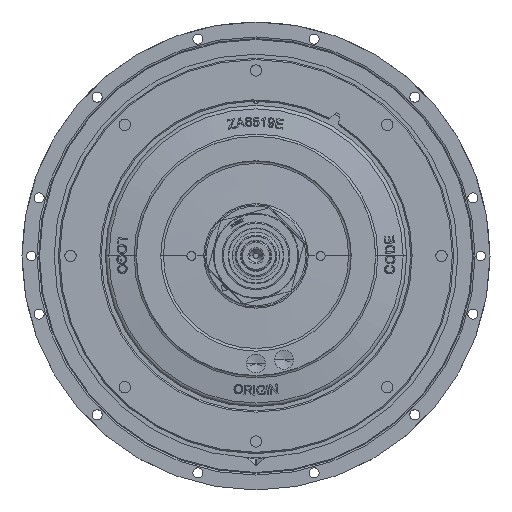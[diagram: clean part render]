
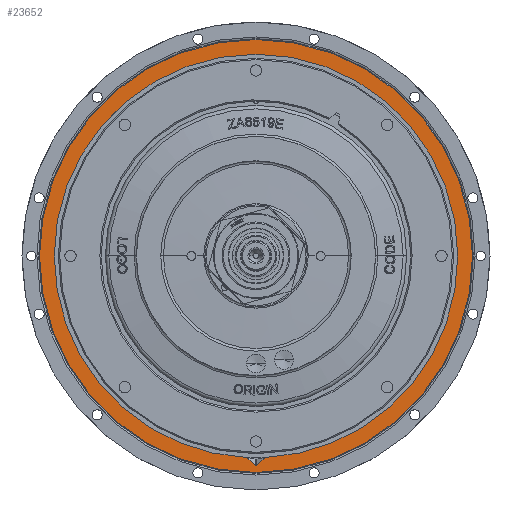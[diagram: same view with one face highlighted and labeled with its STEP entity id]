
A CAD part, top view. The second image highlights one B-rep face of the part: STEP entity #23652.
In plain terms, the highlighted planar face has unit normal (0, 0, 1).
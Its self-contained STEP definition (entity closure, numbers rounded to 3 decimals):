
#1248 = DIRECTION ( 'NONE',  ( 0.707, -0.707, 0. ) ) ;
#1499 = CARTESIAN_POINT ( 'NONE',  ( 11.161, -237.863, 6.35 ) ) ;
#1694 = CARTESIAN_POINT ( 'NONE',  ( 0.334, -247.697, 6.35 ) ) ;
#3239 = FACE_OUTER_BOUND ( 'NONE', #9536, .T. ) ;
#3277 = DIRECTION ( 'NONE',  ( 1., 0., 0. ) ) ;
#3849 = EDGE_CURVE ( 'NONE', #65485, #12337, #68925, .T. ) ;
#4004 = ORIENTED_EDGE ( 'NONE', *, *, #56718, .F. ) ;
#4047 = CARTESIAN_POINT ( 'NONE',  ( 255.556, 0., 6.35 ) ) ;
#4247 = CARTESIAN_POINT ( 'NONE',  ( 10.564, -237.934, 6.35 ) ) ;
#5454 = ORIENTED_EDGE ( 'NONE', *, *, #50115, .F. ) ;
#6924 = CARTESIAN_POINT ( 'NONE',  ( -9.517, -238.514, 6.35 ) ) ;
#8158 = DIRECTION ( 'NONE',  ( 1., 0., 0. ) ) ;
#9497 = CARTESIAN_POINT ( 'NONE',  ( 10.139, -238.093, 6.35 ) ) ;
#9536 = EDGE_LOOP ( 'NONE', ( #25765, #60401 ) ) ;
#10590 = CARTESIAN_POINT ( 'NONE',  ( 9.626, -238.405, 6.35 ) ) ;
#12337 = VERTEX_POINT ( 'NONE', #23544 ) ;
#12400 = VERTEX_POINT ( 'NONE', #48724 ) ;
#12500 = CARTESIAN_POINT ( 'NONE',  ( -10.001, -238.159, 6.35 ) ) ;
#12781 = CARTESIAN_POINT ( 'NONE',  ( -9.745, -238.315, 6.35 ) ) ;
#12854 = VECTOR ( 'NONE', #1248, 1000. ) ;
#14105 = CARTESIAN_POINT ( 'NONE',  ( 124.015, -124.015, 6.35 ) ) ;
#15461 = CARTESIAN_POINT ( 'NONE',  ( -0.334, -247.697, 6.35 ) ) ;
#15498 = VERTEX_POINT ( 'NONE', #1499 ) ;
#16146 = VECTOR ( 'NONE', #48673, 1000. ) ;
#17201 = EDGE_CURVE ( 'NONE', #20906, #37291, #20164, .T. ) ;
#17440 = EDGE_CURVE ( 'NONE', #12400, #20906, #62145, .T. ) ;
#18552 = DIRECTION ( 'NONE',  ( 0., 0., 1. ) ) ;
#20164 = CIRCLE ( 'NONE', #31019, 238.125 ) ;
#20906 = VERTEX_POINT ( 'NONE', #24621 ) ;
#22332 = CARTESIAN_POINT ( 'NONE',  ( 11.161, -237.863, 6.35 ) ) ;
#22471 = DIRECTION ( 'NONE',  ( 0., 0., 1. ) ) ;
#23544 = CARTESIAN_POINT ( 'NONE',  ( 9.517, -238.514, 6.35 ) ) ;
#23652 = ADVANCED_FACE ( 'NONE', ( #61998, #3239 ), #27118, .T. ) ;
#23708 = AXIS2_PLACEMENT_3D ( 'NONE', #29015, #22471, #3277 ) ;
#24376 = B_SPLINE_CURVE_WITH_KNOTS ( 'NONE', 3,
 ( #22332, #60620, #4247, #9497, #48025, #59803, #10590, #73173 ),
 .UNSPECIFIED., .F., .F.,
 ( 4, 2, 2, 4 ),
 ( 0., 0.001, 0.001, 0.002 ),
 .UNSPECIFIED. ) ;
#24621 = CARTESIAN_POINT ( 'NONE',  ( -238.125, 0., 6.35 ) ) ;
#25060 = EDGE_CURVE ( 'NONE', #15498, #12337, #24376, .T. ) ;
#25765 = ORIENTED_EDGE ( 'NONE', *, *, #40364, .T. ) ;
#27118 = PLANE ( 'NONE',  #23708 ) ;
#27407 = DIRECTION ( 'NONE',  ( 0., 0., 1. ) ) ;
#27546 = CARTESIAN_POINT ( 'NONE',  ( -124.015, -124.015, 6.35 ) ) ;
#28233 = EDGE_CURVE ( 'NONE', #80920, #39313, #46084, .T. ) ;
#29015 = CARTESIAN_POINT ( 'NONE',  ( 0., 0., 6.35 ) ) ;
#30993 = AXIS2_PLACEMENT_3D ( 'NONE', #33824, #46403, #8158 ) ;
#31019 = AXIS2_PLACEMENT_3D ( 'NONE', #51221, #27407, #71454 ) ;
#32720 = CARTESIAN_POINT ( 'NONE',  ( 0., 0., 6.35 ) ) ;
#33073 = ORIENTED_EDGE ( 'NONE', *, *, #3849, .F. ) ;
#33824 = CARTESIAN_POINT ( 'NONE',  ( 0., 0., 6.35 ) ) ;
#34794 = CARTESIAN_POINT ( 'NONE',  ( -11.161, -237.863, 6.35 ) ) ;
#37135 = CARTESIAN_POINT ( 'NONE',  ( 0., 0., 6.35 ) ) ;
#37291 = VERTEX_POINT ( 'NONE', #34794 ) ;
#37292 = ORIENTED_EDGE ( 'NONE', *, *, #17201, .F. ) ;
#37905 = CARTESIAN_POINT ( 'NONE',  ( -11.161, -237.863, 6.35 ) ) ;
#38729 = ORIENTED_EDGE ( 'NONE', *, *, #25060, .T. ) ;
#39258 = DIRECTION ( 'NONE',  ( 1., 0., 0. ) ) ;
#39313 = VERTEX_POINT ( 'NONE', #58750 ) ;
#40364 = EDGE_CURVE ( 'NONE', #52038, #42373, #67439, .T. ) ;
#41134 =( BOUNDED_CURVE ( )  B_SPLINE_CURVE ( 3, ( #52894, #15461, #1694, #46054 ),
 .UNSPECIFIED., .F., .F. ) 
 B_SPLINE_CURVE_WITH_KNOTS ( ( 4, 4 ),
 ( 2.526, 3.757 ),
 .UNSPECIFIED. ) 
 CURVE ( )  GEOMETRIC_REPRESENTATION_ITEM ( )  RATIONAL_B_SPLINE_CURVE ( ( 1., 0.878, 0.878, 1. ) ) 
 REPRESENTATION_ITEM ( '' )  );
#41841 = EDGE_LOOP ( 'NONE', ( #70345, #37292, #71929, #4004, #38729, #33073, #5454, #79274 ) ) ;
#42373 = VERTEX_POINT ( 'NONE', #52415 ) ;
#43343 = B_SPLINE_CURVE_WITH_KNOTS ( 'NONE', 3,
 ( #43663, #56245, #12781, #12500, #68809, #62799, #49417, #37905 ),
 .UNSPECIFIED., .F., .F.,
 ( 4, 2, 2, 4 ),
 ( 0., 0., 0.001, 0.002 ),
 .UNSPECIFIED. ) ;
#43663 = CARTESIAN_POINT ( 'NONE',  ( -9.517, -238.514, 6.35 ) ) ;
#45556 = AXIS2_PLACEMENT_3D ( 'NONE', #79206, #67179, #66911 ) ;
#46054 = CARTESIAN_POINT ( 'NONE',  ( 0.88, -247.151, 6.35 ) ) ;
#46084 = LINE ( 'NONE', #27546, #12854 ) ;
#46403 = DIRECTION ( 'NONE',  ( 0., 0., 1. ) ) ;
#48025 = CARTESIAN_POINT ( 'NONE',  ( 10.001, -238.159, 6.35 ) ) ;
#48673 = DIRECTION ( 'NONE',  ( 0.707, 0.707, 0. ) ) ;
#48724 = CARTESIAN_POINT ( 'NONE',  ( 238.125, 0., 6.35 ) ) ;
#49417 = CARTESIAN_POINT ( 'NONE',  ( -10.859, -237.877, 6.35 ) ) ;
#50115 = EDGE_CURVE ( 'NONE', #39313, #65485, #41134, .T. ) ;
#51221 = CARTESIAN_POINT ( 'NONE',  ( 0., 0., 6.35 ) ) ;
#52038 = VERTEX_POINT ( 'NONE', #4047 ) ;
#52415 = CARTESIAN_POINT ( 'NONE',  ( -255.556, 0., 6.35 ) ) ;
#52894 = CARTESIAN_POINT ( 'NONE',  ( -0.88, -247.151, 6.35 ) ) ;
#54664 = CIRCLE ( 'NONE', #45556, 238.125 ) ;
#56245 = CARTESIAN_POINT ( 'NONE',  ( -9.625, -238.406, 6.35 ) ) ;
#56718 = EDGE_CURVE ( 'NONE', #15498, #12400, #54664, .T. ) ;
#58750 = CARTESIAN_POINT ( 'NONE',  ( -0.88, -247.151, 6.35 ) ) ;
#59803 = CARTESIAN_POINT ( 'NONE',  ( 9.745, -238.315, 6.35 ) ) ;
#60401 = ORIENTED_EDGE ( 'NONE', *, *, #71152, .T. ) ;
#60620 = CARTESIAN_POINT ( 'NONE',  ( 10.858, -237.878, 6.35 ) ) ;
#61998 = FACE_BOUND ( 'NONE', #41841, .T. ) ;
#62084 = AXIS2_PLACEMENT_3D ( 'NONE', #37135, #18552, #68584 ) ;
#62145 = CIRCLE ( 'NONE', #72512, 238.125 ) ;
#62799 = CARTESIAN_POINT ( 'NONE',  ( -10.561, -237.935, 6.35 ) ) ;
#65485 = VERTEX_POINT ( 'NONE', #78315 ) ;
#66911 = DIRECTION ( 'NONE',  ( 1., 0., 0. ) ) ;
#67179 = DIRECTION ( 'NONE',  ( 0., 0., 1. ) ) ;
#67439 = CIRCLE ( 'NONE', #62084, 255.556 ) ;
#68584 = DIRECTION ( 'NONE',  ( 1., 0., 0. ) ) ;
#68809 = CARTESIAN_POINT ( 'NONE',  ( -10.139, -238.093, 6.35 ) ) ;
#68925 = LINE ( 'NONE', #14105, #16146 ) ;
#70345 = ORIENTED_EDGE ( 'NONE', *, *, #75158, .T. ) ;
#71152 = EDGE_CURVE ( 'NONE', #42373, #52038, #73502, .T. ) ;
#71454 = DIRECTION ( 'NONE',  ( 1., 0., 0. ) ) ;
#71929 = ORIENTED_EDGE ( 'NONE', *, *, #17440, .F. ) ;
#72512 = AXIS2_PLACEMENT_3D ( 'NONE', #32720, #76473, #39258 ) ;
#73173 = CARTESIAN_POINT ( 'NONE',  ( 9.517, -238.514, 6.35 ) ) ;
#73502 = CIRCLE ( 'NONE', #30993, 255.556 ) ;
#75158 = EDGE_CURVE ( 'NONE', #80920, #37291, #43343, .T. ) ;
#76473 = DIRECTION ( 'NONE',  ( 0., 0., 1. ) ) ;
#78315 = CARTESIAN_POINT ( 'NONE',  ( 0.88, -247.151, 6.35 ) ) ;
#79206 = CARTESIAN_POINT ( 'NONE',  ( 0., 0., 6.35 ) ) ;
#79274 = ORIENTED_EDGE ( 'NONE', *, *, #28233, .F. ) ;
#80920 = VERTEX_POINT ( 'NONE', #6924 ) ;
